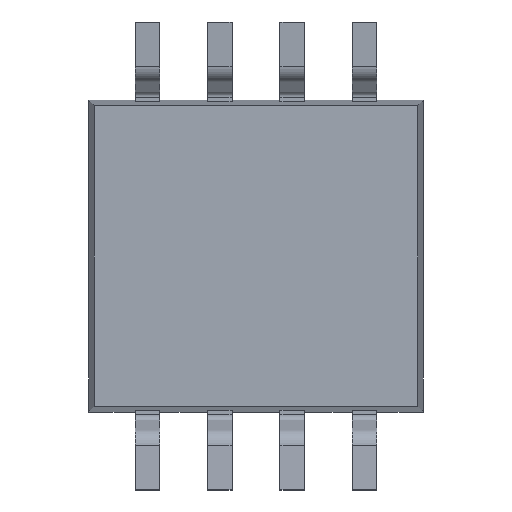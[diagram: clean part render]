
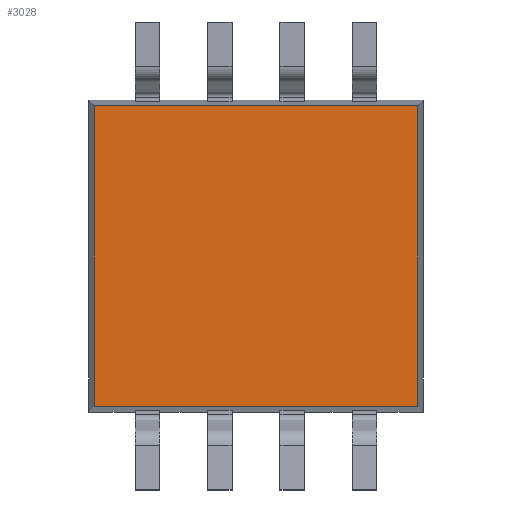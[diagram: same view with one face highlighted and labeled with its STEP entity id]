
A CAD part, top view. The second image highlights one B-rep face of the part: STEP entity #3028.
In plain terms, the highlighted planar face has unit normal (0, 0, 1).
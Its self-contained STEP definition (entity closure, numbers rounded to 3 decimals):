
#226=DIRECTION('',(0.,1.,0.));
#227=VECTOR('',#226,2.7);
#228=CARTESIAN_POINT('',(1.45,-1.35,0.1));
#229=LINE('',#228,#227);
#233=DIRECTION('',(1.,0.,0.));
#234=VECTOR('',#233,2.9);
#235=CARTESIAN_POINT('',(-1.45,-1.35,0.1));
#236=LINE('',#235,#234);
#240=DIRECTION('',(0.,-1.,0.));
#241=VECTOR('',#240,2.7);
#242=CARTESIAN_POINT('',(-1.45,1.35,0.1));
#243=LINE('',#242,#241);
#247=DIRECTION('',(-1.,0.,0.));
#248=VECTOR('',#247,2.9);
#249=CARTESIAN_POINT('',(1.45,1.35,0.1));
#250=LINE('',#249,#248);
#2397=CARTESIAN_POINT('',(1.45,-1.35,0.1));
#2398=CARTESIAN_POINT('',(1.45,1.35,0.1));
#2399=VERTEX_POINT('',#2397);
#2400=VERTEX_POINT('',#2398);
#2401=CARTESIAN_POINT('',(-1.45,1.35,0.1));
#2402=VERTEX_POINT('',#2401);
#2403=CARTESIAN_POINT('',(-1.45,-1.35,0.1));
#2404=VERTEX_POINT('',#2403);
#3014=CARTESIAN_POINT('',(0.,0.,0.1));
#3015=DIRECTION('',(0.,0.,1.));
#3016=DIRECTION('',(0.,1.,0.));
#3017=AXIS2_PLACEMENT_3D('',#3014,#3015,#3016);
#3018=PLANE('',#3017);
#3019=ORIENTED_EDGE('',*,*,#2992,.F.);
#3021=ORIENTED_EDGE('',*,*,#3020,.F.);
#3023=ORIENTED_EDGE('',*,*,#3022,.F.);
#3025=ORIENTED_EDGE('',*,*,#3024,.F.);
#3026=EDGE_LOOP('',(#3019,#3021,#3023,#3025));
#3027=FACE_OUTER_BOUND('',#3026,.F.);
#3028=ADVANCED_FACE('',(#3027),#3018,.T.);
#2992=EDGE_CURVE('',#2399,#2400,#229,.T.);
#3020=EDGE_CURVE('',#2404,#2399,#236,.T.);
#3022=EDGE_CURVE('',#2402,#2404,#243,.T.);
#3024=EDGE_CURVE('',#2400,#2402,#250,.T.);
